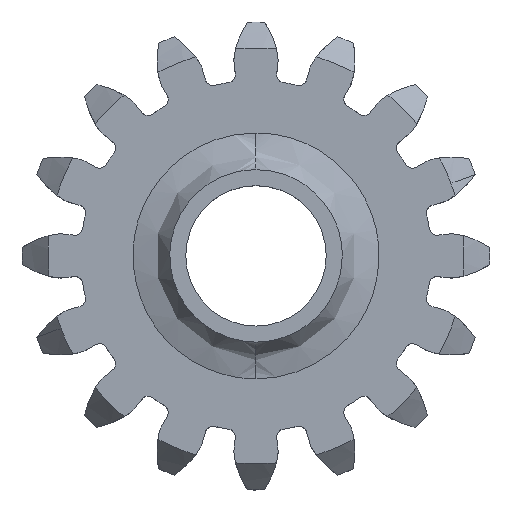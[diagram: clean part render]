
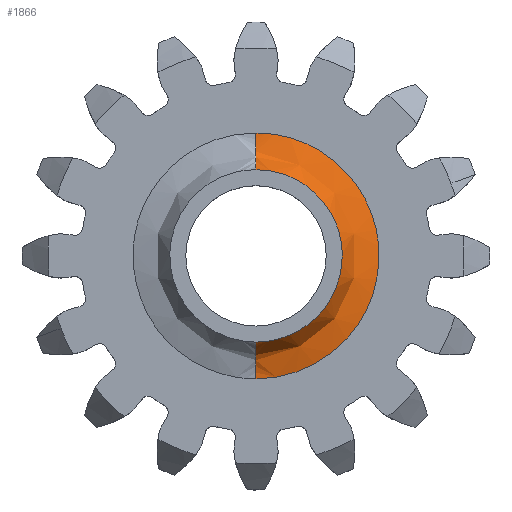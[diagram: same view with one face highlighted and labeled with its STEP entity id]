
A CAD part, top view. The second image highlights one B-rep face of the part: STEP entity #1866.
In plain terms, the highlighted free-form (B-spline) face has degree [3, 3] with [5, 10] control points.
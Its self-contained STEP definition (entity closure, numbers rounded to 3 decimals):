
#232 = VERTEX_POINT ( 'NONE', #13422 ) ;
#491 = CARTESIAN_POINT ( 'NONE',  ( -3.702, 0.845, 3.8 ) ) ;
#493 = B_SPLINE_CURVE_WITH_KNOTS ( 'NONE', 3,
 ( #15882, #5969, #13421, #9824, #4654, #15970, #16049, #4736, #14901, #16127, #9666, #1072, #2293 ),
 .UNSPECIFIED., .F., .F.,
 ( 4, 3, 3, 3, 4 ),
 ( -0.917, -0.768, -0.469, -0.17, 0.128 ),
 .UNSPECIFIED. ) ;
#758 = CARTESIAN_POINT ( 'NONE',  ( 3.406, -2.72, 2.995 ) ) ;
#1072 = CARTESIAN_POINT ( 'NONE',  ( 0.993, -3.318, 3.8 ) ) ;
#1083 = CARTESIAN_POINT ( 'NONE',  ( -3.959, -3.16, 2.8 ) ) ;
#1423 = VERTEX_POINT ( 'NONE', #16078 ) ;
#1866 = ADVANCED_FACE ( 'NONE', ( #14498 ), #2345, .T. ) ;
#1974 = CARTESIAN_POINT ( 'NONE',  ( 4.231, -3.379, 2.8 ) ) ;
#2059 = CARTESIAN_POINT ( 'NONE',  ( 0., -4.424, 2.8 ) ) ;
#2135 = CARTESIAN_POINT ( 'NONE',  ( 1.89, 3.927, 2.995 ) ) ;
#2218 = CARTESIAN_POINT ( 'NONE',  ( 0., -3.42, 3.51 ) ) ;
#2293 = CARTESIAN_POINT ( 'NONE',  ( 0., -3.318, 3.8 ) ) ;
#2304 = CARTESIAN_POINT ( 'NONE',  ( -1.699, 3.529, 3.51 ) ) ;
#2345 = B_SPLINE_SURFACE_WITH_KNOTS ( 'NONE', 3, 3, ( 
 ( #11055, #4664, #12282, #10805, #7213, #4835, #3276, #1974, #7054, #9585 ),
 ( #2059, #14665, #1083, #5979, #14581, #3438, #8438, #3362, #8199, #8356 ),
 ( #6967, #13349, #11954, #14427, #12193, #2135, #7130, #758, #12107, #13432 ),
 ( #2218, #10976, #15981, #3516, #2304, #7303, #6066, #16059, #5725, #2618 ),
 ( #9079, #2936, #2775, #491, #15049, #6542, #7929, #3914, #11451, #10225 ) ),
 .UNSPECIFIED., .F., .T., .F.,
 ( 4, 1, 4 ),
 ( 4, 1, 1, 1, 1, 1, 1, 4 ),
 ( 0., 0.588, 1.175 ),
 ( -1.571, -0.673, 0.224, 1.122, 2.02, 2.917, 3.815, 4.712 ),
 .UNSPECIFIED. ) ;
#2602 = ORIENTED_EDGE ( 'NONE', *, *, #11064, .F. ) ;
#2618 = CARTESIAN_POINT ( 'NONE',  ( 0., -3.42, 3.51 ) ) ;
#2775 = CARTESIAN_POINT ( 'NONE',  ( -2.969, -2.37, 3.8 ) ) ;
#2936 = CARTESIAN_POINT ( 'NONE',  ( -0.993, -3.318, 3.8 ) ) ;
#3031 = CARTESIAN_POINT ( 'NONE',  ( 0., -3.318, 3.8 ) ) ;
#3276 = CARTESIAN_POINT ( 'NONE',  ( 5.286, 1.207, 2.8 ) ) ;
#3362 = CARTESIAN_POINT ( 'NONE',  ( 3.956, -3.159, 2.8 ) ) ;
#3438 = CARTESIAN_POINT ( 'NONE',  ( 2.195, 4.561, 2.8 ) ) ;
#3516 = CARTESIAN_POINT ( 'NONE',  ( -3.816, 0.871, 3.51 ) ) ;
#3588 = CARTESIAN_POINT ( 'NONE',  ( 1.416, -4.732, 2.8 ) ) ;
#3697 = ORIENTED_EDGE ( 'NONE', *, *, #10634, .T. ) ;
#3914 = CARTESIAN_POINT ( 'NONE',  ( 2.967, -2.369, 3.8 ) ) ;
#4537 = EDGE_CURVE ( 'NONE', #232, #1423, #11161, .T. ) ;
#4654 = CARTESIAN_POINT ( 'NONE',  ( 2.333, 2.562, 3.8 ) ) ;
#4664 = CARTESIAN_POINT ( 'NONE',  ( -1.416, -4.732, 2.8 ) ) ;
#4729 = CARTESIAN_POINT ( 'NONE',  ( 0.709, 4.727, 2.8 ) ) ;
#4736 = CARTESIAN_POINT ( 'NONE',  ( 3.459, -0.226, 3.8 ) ) ;
#4835 = CARTESIAN_POINT ( 'NONE',  ( 2.348, 4.878, 2.8 ) ) ;
#5037 = EDGE_CURVE ( 'NONE', #10018, #232, #8225, .T. ) ;
#5575 = B_SPLINE_CURVE_WITH_KNOTS ( 'NONE', 3,
 ( #14926, #8696, #12457, #15909, #5996 ),
 .UNSPECIFIED., .F., .F.,
 ( 4, 1, 4 ),
 ( 0., 0.588, 1.175 ),
 .UNSPECIFIED. ) ;
#5725 = CARTESIAN_POINT ( 'NONE',  ( 1.023, -3.42, 3.51 ) ) ;
#5969 = CARTESIAN_POINT ( 'NONE',  ( 0.497, 3.314, 3.8 ) ) ;
#5979 = CARTESIAN_POINT ( 'NONE',  ( -4.937, 1.127, 2.8 ) ) ;
#5996 = CARTESIAN_POINT ( 'NONE',  ( 0., -3.318, 3.8 ) ) ;
#6066 = CARTESIAN_POINT ( 'NONE',  ( 3.82, 0.872, 3.51 ) ) ;
#6542 = CARTESIAN_POINT ( 'NONE',  ( 1.646, 3.42, 3.8 ) ) ;
#6967 = CARTESIAN_POINT ( 'NONE',  ( 0., -3.81, 2.995 ) ) ;
#7054 = CARTESIAN_POINT ( 'NONE',  ( 1.416, -4.732, 2.8 ) ) ;
#7130 = CARTESIAN_POINT ( 'NONE',  ( 4.255, 0.971, 2.995 ) ) ;
#7213 = CARTESIAN_POINT ( 'NONE',  ( -2.35, 4.882, 2.8 ) ) ;
#7303 = CARTESIAN_POINT ( 'NONE',  ( 1.697, 3.526, 3.51 ) ) ;
#7929 = CARTESIAN_POINT ( 'NONE',  ( 3.706, 0.846, 3.8 ) ) ;
#8199 = CARTESIAN_POINT ( 'NONE',  ( 1.324, -4.424, 2.8 ) ) ;
#8225 = B_SPLINE_CURVE_WITH_KNOTS ( 'NONE', 3,
 ( #10959, #3588, #10870, #8665, #14894, #4729, #12424 ),
 .UNSPECIFIED., .F., .F.,
 ( 4, 1, 1, 1, 4 ),
 ( -4.712, -3.815, -2.917, -2.02, -1.571 ),
 .UNSPECIFIED. ) ;
#8356 = CARTESIAN_POINT ( 'NONE',  ( 0., -4.424, 2.8 ) ) ;
#8438 = CARTESIAN_POINT ( 'NONE',  ( 4.942, 1.128, 2.8 ) ) ;
#8441 = ORIENTED_EDGE ( 'NONE', *, *, #4537, .T. ) ;
#8665 = CARTESIAN_POINT ( 'NONE',  ( 5.286, 1.207, 2.8 ) ) ;
#8696 = CARTESIAN_POINT ( 'NONE',  ( 0., -4.424, 2.8 ) ) ;
#9079 = CARTESIAN_POINT ( 'NONE',  ( 0., -3.318, 3.8 ) ) ;
#9125 = CARTESIAN_POINT ( 'NONE',  ( -0.001, 3.806, 2.995 ) ) ;
#9275 = CARTESIAN_POINT ( 'NONE',  ( -0.001, 4.42, 2.8 ) ) ;
#9498 = CARTESIAN_POINT ( 'NONE',  ( 0., -4.732, 2.8 ) ) ;
#9585 = CARTESIAN_POINT ( 'NONE',  ( 0., -4.732, 2.8 ) ) ;
#9666 = CARTESIAN_POINT ( 'NONE',  ( 1.98, -2.843, 3.8 ) ) ;
#9824 = CARTESIAN_POINT ( 'NONE',  ( 1.441, 2.992, 3.8 ) ) ;
#10018 = VERTEX_POINT ( 'NONE', #9498 ) ;
#10225 = CARTESIAN_POINT ( 'NONE',  ( 0., -3.318, 3.8 ) ) ;
#10634 = EDGE_CURVE ( 'NONE', #1423, #14270, #493, .T. ) ;
#10805 = CARTESIAN_POINT ( 'NONE',  ( -5.28, 1.205, 2.8 ) ) ;
#10870 = CARTESIAN_POINT ( 'NONE',  ( 4.231, -3.379, 2.8 ) ) ;
#10959 = CARTESIAN_POINT ( 'NONE',  ( 0., -4.732, 2.8 ) ) ;
#10976 = CARTESIAN_POINT ( 'NONE',  ( -1.023, -3.42, 3.51 ) ) ;
#11055 = CARTESIAN_POINT ( 'NONE',  ( 0., -4.732, 2.8 ) ) ;
#11064 = EDGE_CURVE ( 'NONE', #10018, #14270, #5575, .T. ) ;
#11161 = B_SPLINE_CURVE_WITH_KNOTS ( 'NONE', 3,
 ( #15347, #9275, #9125, #12797, #14118 ),
 .UNSPECIFIED., .F., .F.,
 ( 4, 1, 4 ),
 ( 0., 0.588, 1.175 ),
 .UNSPECIFIED. ) ;
#11451 = CARTESIAN_POINT ( 'NONE',  ( 0.993, -3.318, 3.8 ) ) ;
#11954 = CARTESIAN_POINT ( 'NONE',  ( -3.409, -2.721, 2.995 ) ) ;
#12107 = CARTESIAN_POINT ( 'NONE',  ( 1.14, -3.81, 2.995 ) ) ;
#12193 = CARTESIAN_POINT ( 'NONE',  ( -1.892, 3.931, 2.995 ) ) ;
#12282 = CARTESIAN_POINT ( 'NONE',  ( -4.234, -3.38, 2.8 ) ) ;
#12424 = CARTESIAN_POINT ( 'NONE',  ( -0.001, 4.727, 2.8 ) ) ;
#12457 = CARTESIAN_POINT ( 'NONE',  ( 0., -3.81, 2.995 ) ) ;
#12797 = CARTESIAN_POINT ( 'NONE',  ( -0.001, 3.417, 3.51 ) ) ;
#13349 = CARTESIAN_POINT ( 'NONE',  ( -1.14, -3.81, 2.995 ) ) ;
#13421 = CARTESIAN_POINT ( 'NONE',  ( 0.994, 3.206, 3.8 ) ) ;
#13422 = CARTESIAN_POINT ( 'NONE',  ( -0.001, 4.727, 2.8 ) ) ;
#13432 = CARTESIAN_POINT ( 'NONE',  ( 0., -3.81, 2.995 ) ) ;
#13813 = ORIENTED_EDGE ( 'NONE', *, *, #5037, .T. ) ;
#13889 = EDGE_LOOP ( 'NONE', ( #13813, #8441, #3697, #2602 ) ) ;
#14118 = CARTESIAN_POINT ( 'NONE',  ( -0.001, 3.314, 3.8 ) ) ;
#14270 = VERTEX_POINT ( 'NONE', #3031 ) ;
#14427 = CARTESIAN_POINT ( 'NONE',  ( -4.251, 0.97, 2.995 ) ) ;
#14498 = FACE_OUTER_BOUND ( 'NONE', #13889, .T. ) ;
#14581 = CARTESIAN_POINT ( 'NONE',  ( -2.197, 4.565, 2.8 ) ) ;
#14665 = CARTESIAN_POINT ( 'NONE',  ( -1.324, -4.424, 2.8 ) ) ;
#14894 = CARTESIAN_POINT ( 'NONE',  ( 2.838, 4.266, 2.8 ) ) ;
#14901 = CARTESIAN_POINT ( 'NONE',  ( 3.213, -1.297, 3.8 ) ) ;
#14926 = CARTESIAN_POINT ( 'NONE',  ( 0., -4.732, 2.8 ) ) ;
#15049 = CARTESIAN_POINT ( 'NONE',  ( -1.648, 3.423, 3.8 ) ) ;
#15347 = CARTESIAN_POINT ( 'NONE',  ( -0.001, 4.727, 2.8 ) ) ;
#15882 = CARTESIAN_POINT ( 'NONE',  ( -0.001, 3.314, 3.8 ) ) ;
#15909 = CARTESIAN_POINT ( 'NONE',  ( 0., -3.42, 3.51 ) ) ;
#15970 = CARTESIAN_POINT ( 'NONE',  ( 3.019, 1.704, 3.8 ) ) ;
#15981 = CARTESIAN_POINT ( 'NONE',  ( -3.061, -2.443, 3.51 ) ) ;
#16049 = CARTESIAN_POINT ( 'NONE',  ( 3.239, 0.739, 3.8 ) ) ;
#16059 = CARTESIAN_POINT ( 'NONE',  ( 3.058, -2.442, 3.51 ) ) ;
#16078 = CARTESIAN_POINT ( 'NONE',  ( -0.001, 3.314, 3.8 ) ) ;
#16127 = CARTESIAN_POINT ( 'NONE',  ( 2.596, -2.07, 3.8 ) ) ;
